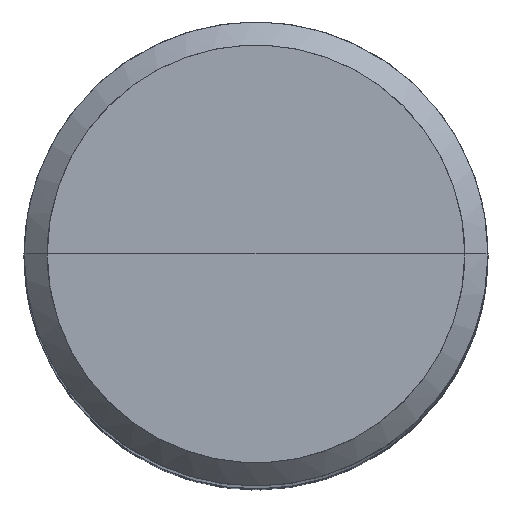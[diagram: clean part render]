
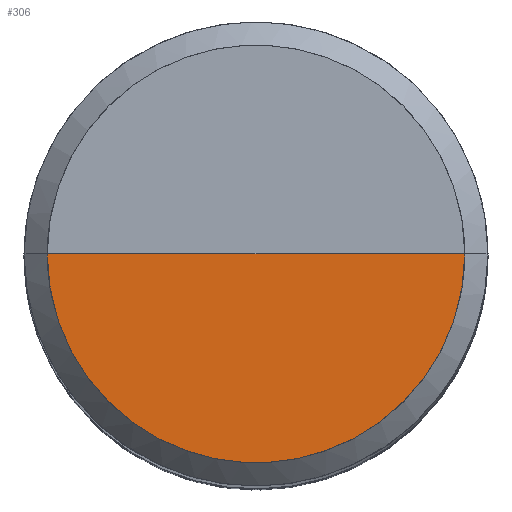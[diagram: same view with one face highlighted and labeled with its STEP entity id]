
A CAD part, top view. The second image highlights one B-rep face of the part: STEP entity #306.
In plain terms, the highlighted free-form (B-spline) face has degree [1, 2] with [2, 5] control points.
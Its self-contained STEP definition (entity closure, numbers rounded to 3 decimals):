
#96=CARTESIAN_POINT('',(-9.,0.,60.));
#97=CARTESIAN_POINT('',(-9.,-9.,60.));
#98=CARTESIAN_POINT('',(0.,-9.,60.));
#99=CARTESIAN_POINT('',(9.,-9.,60.));
#100=CARTESIAN_POINT('',(9.,0.,60.));
#101=CARTESIAN_POINT('',(0.,0.,60.));
#291=(
BOUNDED_SURFACE()
B_SPLINE_SURFACE(1,2,(
(#96,#97,#98,#99,#100),
(#101,#101,#101,#101,#101)
), .UNSPECIFIED.,.F.,.F.,.F.)
B_SPLINE_SURFACE_WITH_KNOTS((2,2),(3,2,3),(
0.,1.),(
0.,0.5,1.), .UNSPECIFIED.)
GEOMETRIC_REPRESENTATION_ITEM()
RATIONAL_B_SPLINE_SURFACE(((1.,0.707,1.,0.707,1.),
(1.,0.707,1.,0.707,1.)
))
REPRESENTATION_ITEM('')
SURFACE()
);
#292=(
BOUNDED_CURVE()
B_SPLINE_CURVE(2,(#100,#99,#98,#97,#96),.UNSPECIFIED.,.F.,.F.)
B_SPLINE_CURVE_WITH_KNOTS((3,2,3),
(0.,0.5,1.),.UNSPECIFIED.)
CURVE()
GEOMETRIC_REPRESENTATION_ITEM()
RATIONAL_B_SPLINE_CURVE((1.,0.707,1.,0.707,1.))
REPRESENTATION_ITEM('')
);
#293=(
BOUNDED_CURVE()
B_SPLINE_CURVE(1,(#96,#101),.UNSPECIFIED.,.F.,.F.)
B_SPLINE_CURVE_WITH_KNOTS((2,2),
(0.,1.),.UNSPECIFIED.)
CURVE()
GEOMETRIC_REPRESENTATION_ITEM()
RATIONAL_B_SPLINE_CURVE((1.,1.))
REPRESENTATION_ITEM('')
);
#294=(
BOUNDED_CURVE()
B_SPLINE_CURVE(1,(#101,#100),.UNSPECIFIED.,.F.,.F.)
B_SPLINE_CURVE_WITH_KNOTS((2,2),
(0.,1.),.UNSPECIFIED.)
CURVE()
GEOMETRIC_REPRESENTATION_ITEM()
RATIONAL_B_SPLINE_CURVE((1.,1.))
REPRESENTATION_ITEM('')
);
#295=VERTEX_POINT('',#96);
#296=VERTEX_POINT('',#100);
#297=VERTEX_POINT('',#101);
#298=EDGE_CURVE('',#296,#295,#292,.T.);
#299=EDGE_CURVE('',#295,#297,#293,.T.);
#300=EDGE_CURVE('',#297,#296,#294,.T.);
#301=ORIENTED_EDGE('',*,*,#298,.T.);
#302=ORIENTED_EDGE('',*,*,#299,.T.);
#303=ORIENTED_EDGE('',*,*,#300,.T.);
#304=EDGE_LOOP('',(#301,#302,#303));
#305=FACE_OUTER_BOUND('',#304,.T.);
#306=ADVANCED_FACE('',(#305),#291,.T.);
